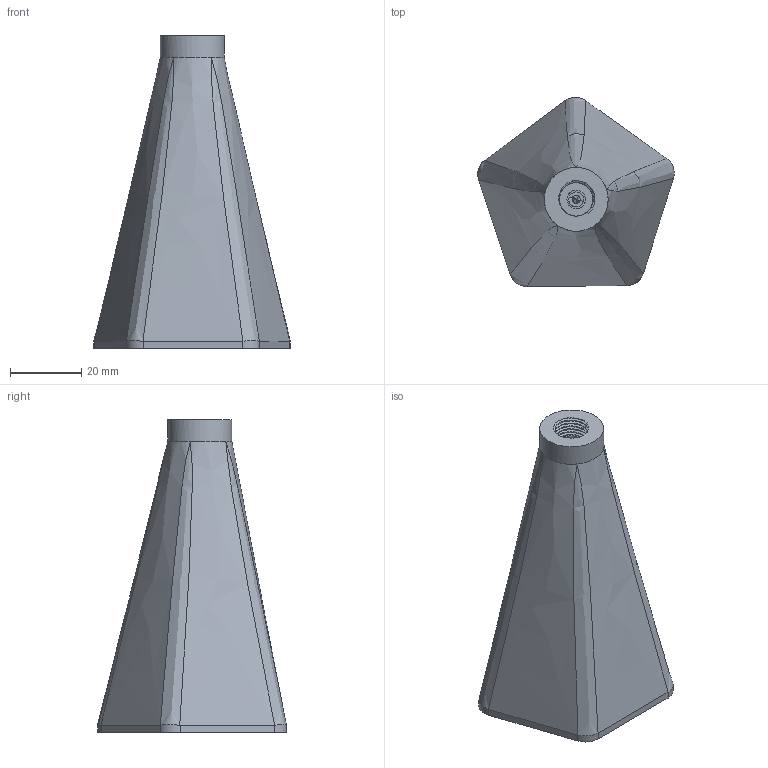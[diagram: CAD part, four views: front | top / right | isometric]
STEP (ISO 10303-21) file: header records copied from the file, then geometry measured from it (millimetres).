
FILE_DESCRIPTION(/* description */ (''),/* implementation_level */ '2;1');
FILE_NAME(/* name */ 'Merger.step',/* time_stamp */ '2021-01-13T15:33:16-05:00',/* author */ (''),/* organization */ (''),/* preprocessor_version */ 'ST-DEVELOPER v18.1',/* originating_system */ 'Autodesk Translation Framework v9.7.1.1290',/* authorisation */ '');
FILE_SCHEMA (('AUTOMOTIVE_DESIGN { 1 0 10303 214 3 1 1 }'));
Length unit declared in the file: millimetre
Products named in the file (2): Merger V5 angled tube; Component2
Assembly tree (1 placements, depth 2):
  Merger V5 angled tube
    Component2
Bounding box: 55.31 x 53.2 x 88 mm (x, y, z)
Volume: 81331.6 mm3; surface area: 18019.4 mm2
Topology: 1 solids, 1 shells, 210 faces, 553 edges, 351 vertices
Faces by surface type: cylinder 92, bspline 77, plane 36, cone 5
Full cylindrical faces by diameter (mm): 4.2 x1, 5.2 x1, 9.435 x30, 10.547 x27, 18 x1
Entity records: 17197 total; most frequent: CARTESIAN_POINT 12696, ORIENTED_EDGE 1096, DIRECTION 654, EDGE_CURVE 548, VERTEX_POINT 351, B_SPLINE_CURVE_WITH_KNOTS 290, AXIS2_PLACEMENT_3D 260, EDGE_LOOP 233
